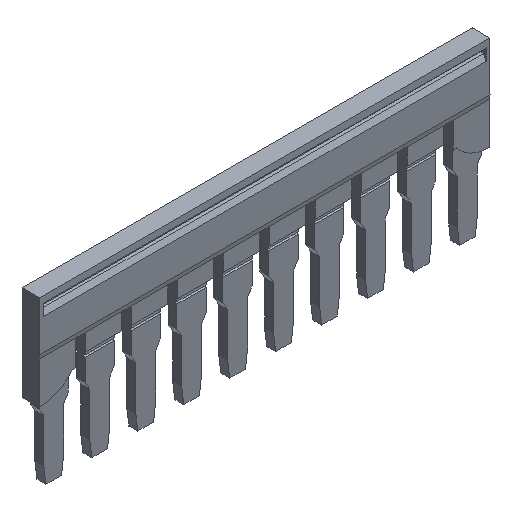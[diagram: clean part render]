
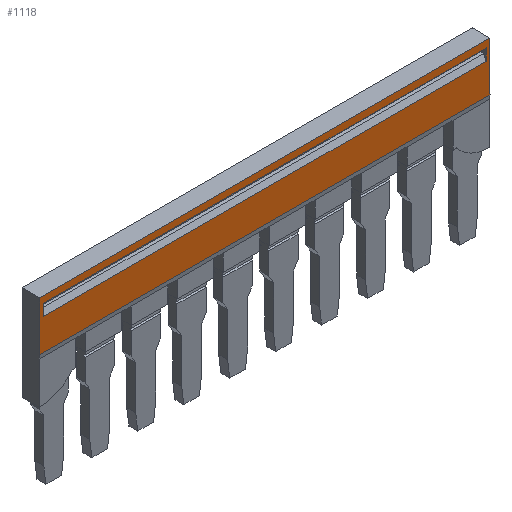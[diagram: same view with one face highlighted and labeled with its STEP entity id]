
A CAD part, isometric view. The second image highlights one B-rep face of the part: STEP entity #1118.
In plain terms, the highlighted planar face has unit normal (0, -1, 0).
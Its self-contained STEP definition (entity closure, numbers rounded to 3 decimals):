
#1071=AXIS2_PLACEMENT_3D('Plane Axis2P3D',#1068,#1069,#1070) ;
#298=CARTESIAN_POINT('Vertex',(80.3,0.,30.125)) ;
#301=CARTESIAN_POINT('Line Origine',(80.3,0.,25.727)) ;
#305=CARTESIAN_POINT('Vertex',(80.3,0.,21.33)) ;
#889=CARTESIAN_POINT('Line Origine',(0.,0.,25.727)) ;
#893=CARTESIAN_POINT('Vertex',(0.,0.,21.33)) ;
#895=CARTESIAN_POINT('Vertex',(0.,0.,30.125)) ;
#939=CARTESIAN_POINT('Line Origine',(40.15,0.,30.125)) ;
#1068=CARTESIAN_POINT('Axis2P3D Location',(82.675,0.,24.252)) ;
#1073=CARTESIAN_POINT('Line Origine',(40.15,0.,21.33)) ;
#1084=CARTESIAN_POINT('Line Origine',(40.15,0.,28.964)) ;
#1088=CARTESIAN_POINT('Vertex',(79.6,0.,28.964)) ;
#1090=CARTESIAN_POINT('Vertex',(0.7,0.,28.964)) ;
#1093=CARTESIAN_POINT('Line Origine',(79.6,0.,27.942)) ;
#1097=CARTESIAN_POINT('Vertex',(79.6,0.,26.919)) ;
#1100=CARTESIAN_POINT('Line Origine',(40.15,0.,26.919)) ;
#1104=CARTESIAN_POINT('Vertex',(0.7,0.,26.919)) ;
#1107=CARTESIAN_POINT('Line Origine',(0.7,0.,27.942)) ;
#302=DIRECTION('Vector Direction',(0.,0.,1.)) ;
#890=DIRECTION('Vector Direction',(0.,0.,1.)) ;
#940=DIRECTION('Vector Direction',(-1.,0.,0.)) ;
#1069=DIRECTION('Axis2P3D Direction',(0.,-1.,0.)) ;
#1070=DIRECTION('Axis2P3D XDirection',(0.,0.,1.)) ;
#1074=DIRECTION('Vector Direction',(1.,0.,0.)) ;
#1085=DIRECTION('Vector Direction',(-1.,0.,0.)) ;
#1094=DIRECTION('Vector Direction',(0.,0.,-1.)) ;
#1101=DIRECTION('Vector Direction',(-1.,0.,0.)) ;
#1108=DIRECTION('Vector Direction',(0.,0.,1.)) ;
#303=VECTOR('Line Direction',#302,1.) ;
#891=VECTOR('Line Direction',#890,1.) ;
#941=VECTOR('Line Direction',#940,1.) ;
#1075=VECTOR('Line Direction',#1074,1.) ;
#1086=VECTOR('Line Direction',#1085,1.) ;
#1095=VECTOR('Line Direction',#1094,1.) ;
#1102=VECTOR('Line Direction',#1101,1.) ;
#1109=VECTOR('Line Direction',#1108,1.) ;
#1079=ORIENTED_EDGE('',*,*,#943,.T.) ;
#1080=ORIENTED_EDGE('',*,*,#897,.F.) ;
#1081=ORIENTED_EDGE('',*,*,#1077,.T.) ;
#1082=ORIENTED_EDGE('',*,*,#307,.T.) ;
#1113=ORIENTED_EDGE('',*,*,#1092,.F.) ;
#1114=ORIENTED_EDGE('',*,*,#1099,.T.) ;
#1115=ORIENTED_EDGE('',*,*,#1106,.T.) ;
#1116=ORIENTED_EDGE('',*,*,#1111,.T.) ;
#1117=FACE_BOUND('',#1112,.T.) ;
#1118=ADVANCED_FACE('Hauptk\X2\00F6\X0\rper',(#1083,#1117),#1072,.T.) ;
#307=EDGE_CURVE('',#306,#299,#304,.T.) ;
#897=EDGE_CURVE('',#894,#896,#892,.T.) ;
#943=EDGE_CURVE('',#299,#896,#942,.T.) ;
#1077=EDGE_CURVE('',#894,#306,#1076,.T.) ;
#1092=EDGE_CURVE('',#1089,#1091,#1087,.T.) ;
#1099=EDGE_CURVE('',#1089,#1098,#1096,.T.) ;
#1106=EDGE_CURVE('',#1098,#1105,#1103,.T.) ;
#1111=EDGE_CURVE('',#1105,#1091,#1110,.T.) ;
#1078=EDGE_LOOP('',(#1079,#1080,#1081,#1082)) ;
#1112=EDGE_LOOP('',(#1113,#1114,#1115,#1116)) ;
#1083=FACE_OUTER_BOUND('',#1078,.T.) ;
#304=LINE('Line',#301,#303) ;
#892=LINE('Line',#889,#891) ;
#942=LINE('Line',#939,#941) ;
#1076=LINE('Line',#1073,#1075) ;
#1087=LINE('Line',#1084,#1086) ;
#1096=LINE('Line',#1093,#1095) ;
#1103=LINE('Line',#1100,#1102) ;
#1110=LINE('Line',#1107,#1109) ;
#1072=PLANE('',#1071) ;
#299=VERTEX_POINT('',#298) ;
#306=VERTEX_POINT('',#305) ;
#894=VERTEX_POINT('',#893) ;
#896=VERTEX_POINT('',#895) ;
#1089=VERTEX_POINT('',#1088) ;
#1091=VERTEX_POINT('',#1090) ;
#1098=VERTEX_POINT('',#1097) ;
#1105=VERTEX_POINT('',#1104) ;
